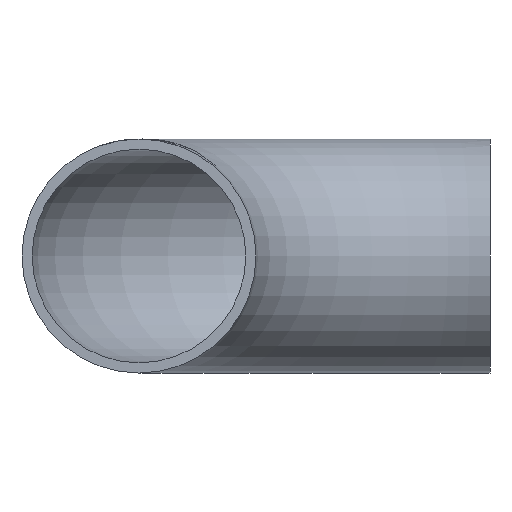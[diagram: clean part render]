
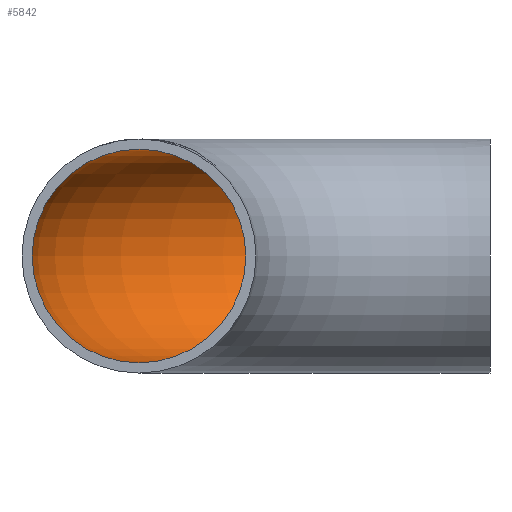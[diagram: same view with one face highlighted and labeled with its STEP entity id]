
A CAD part, front view. The second image highlights one B-rep face of the part: STEP entity #5842.
In plain terms, the highlighted toroidal (fillet/blend) face has major radius 57.15 mm and minor radius 17.399 mm.
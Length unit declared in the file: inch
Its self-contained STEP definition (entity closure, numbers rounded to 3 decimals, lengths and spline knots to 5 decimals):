
#15=CIRCLE('',#6016,0.685);
#16=CIRCLE('',#6017,0.685);
#48=FACE_BOUND('',#1619,.T.);
#1261=FACE_OUTER_BOUND('',#1618,.T.);
#1618=EDGE_LOOP('',(#5451));
#1619=EDGE_LOOP('',(#5452));
#2803=VERTEX_POINT('',#13397);
#2804=VERTEX_POINT('',#13399);
#3689=EDGE_CURVE('',#2803,#2803,#15,.T.);
#3690=EDGE_CURVE('',#2804,#2804,#16,.T.);
#5451=ORIENTED_EDGE('',*,*,#3689,.F.);
#5452=ORIENTED_EDGE('',*,*,#3690,.F.);
#5493=TOROIDAL_SURFACE('',#6015,2.25,0.685);
#5842=ADVANCED_FACE('',(#1261,#48),#5493,.F.);
#6015=AXIS2_PLACEMENT_3D('',#13396,#6649,#6650);
#6016=AXIS2_PLACEMENT_3D('',#13398,#6651,#6652);
#6017=AXIS2_PLACEMENT_3D('',#13400,#6653,#6654);
#6649=DIRECTION('center_axis',(0.,0.,-1.));
#6650=DIRECTION('ref_axis',(-1.,0.,0.));
#6651=DIRECTION('center_axis',(-1.,0.,0.));
#6652=DIRECTION('ref_axis',(0.,1.,0.));
#6653=DIRECTION('center_axis',(0.,1.,0.));
#6654=DIRECTION('ref_axis',(-1.,0.,0.));
#13396=CARTESIAN_POINT('Origin',(2.25,0.,0.));
#13397=CARTESIAN_POINT('',(2.25,2.935,0.));
#13398=CARTESIAN_POINT('Origin',(2.25,2.25,0.));
#13399=CARTESIAN_POINT('',(-0.685,0.,0.));
#13400=CARTESIAN_POINT('Origin',(0.,0.,0.));
